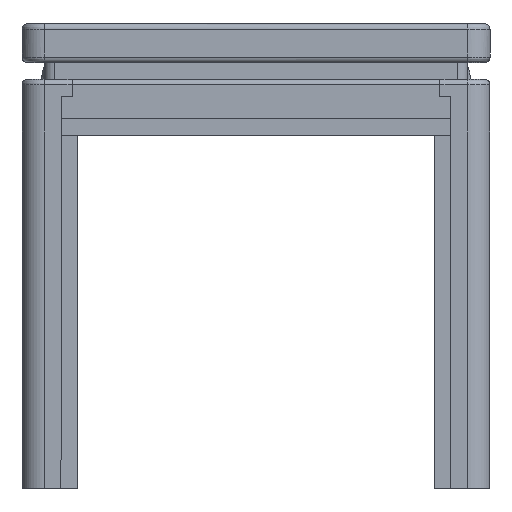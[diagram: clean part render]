
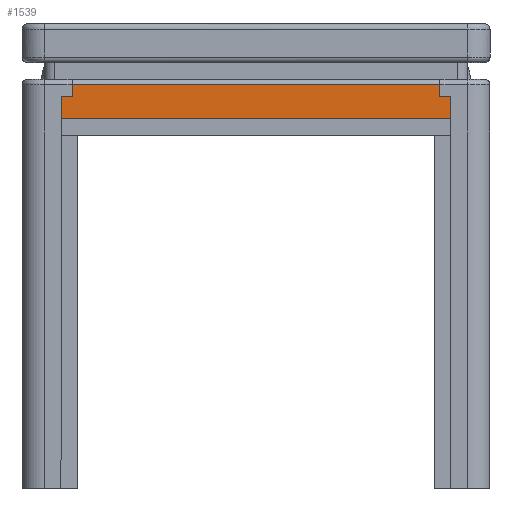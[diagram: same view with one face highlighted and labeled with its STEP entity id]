
A CAD part, left-side view. The second image highlights one B-rep face of the part: STEP entity #1539.
In plain terms, the highlighted planar face has unit normal (-1, 0, 0).
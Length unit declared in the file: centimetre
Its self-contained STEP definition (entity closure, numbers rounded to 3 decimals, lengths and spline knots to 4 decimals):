
#1539=ADVANCED_FACE('',(#2005),#7541,.T.);
#2005=FACE_OUTER_BOUND('',#2472,.T.);
#2472=EDGE_LOOP('',(#3910,#3911,#3912,#3913,#3914,#3915,#3916,#3917));
#3910=ORIENTED_EDGE('',*,*,#5254,.F.);
#3911=ORIENTED_EDGE('',*,*,#5255,.T.);
#3912=ORIENTED_EDGE('',*,*,#5256,.T.);
#3913=ORIENTED_EDGE('',*,*,#5257,.T.);
#3914=ORIENTED_EDGE('',*,*,#5258,.T.);
#3915=ORIENTED_EDGE('',*,*,#5259,.T.);
#3916=ORIENTED_EDGE('',*,*,#5260,.T.);
#3917=ORIENTED_EDGE('',*,*,#5261,.T.);
#5254=EDGE_CURVE('',#7000,#6997,#6190,.T.);
#5255=EDGE_CURVE('',#7000,#7001,#6191,.T.);
#5256=EDGE_CURVE('',#7001,#7002,#6192,.T.);
#5257=EDGE_CURVE('',#7002,#7003,#6193,.T.);
#5258=EDGE_CURVE('',#7003,#7004,#6194,.T.);
#5259=EDGE_CURVE('',#7004,#7005,#6195,.T.);
#5260=EDGE_CURVE('',#7005,#7006,#6196,.T.);
#5261=EDGE_CURVE('',#7006,#6997,#6197,.T.);
#6190=B_SPLINE_CURVE_WITH_KNOTS('',1,(#13710,#13711),.UNSPECIFIED.,.F.,
 .F.,(2,2),(-33.,0.),.UNSPECIFIED.);
#6191=B_SPLINE_CURVE_WITH_KNOTS('',1,(#13712,#13713),.UNSPECIFIED.,.F.,
 .F.,(2,2),(0.,1.),.UNSPECIFIED.);
#6192=B_SPLINE_CURVE_WITH_KNOTS('',1,(#13714,#13715),.UNSPECIFIED.,.F.,
 .F.,(2,2),(0.,1.),.UNSPECIFIED.);
#6193=B_SPLINE_CURVE_WITH_KNOTS('',1,(#13716,#13717),.UNSPECIFIED.,.F.,
 .F.,(2,2),(0.,2.),.UNSPECIFIED.);
#6194=B_SPLINE_CURVE_WITH_KNOTS('',1,(#13718,#13719),.UNSPECIFIED.,.F.,
 .F.,(2,2),(0.,35.),.UNSPECIFIED.);
#6195=B_SPLINE_CURVE_WITH_KNOTS('',1,(#13720,#13721),.UNSPECIFIED.,.F.,
 .F.,(2,2),(0.,2.),.UNSPECIFIED.);
#6196=B_SPLINE_CURVE_WITH_KNOTS('',1,(#13722,#13723),.UNSPECIFIED.,.F.,
 .F.,(2,2),(0.,1.),.UNSPECIFIED.);
#6197=B_SPLINE_CURVE_WITH_KNOTS('',1,(#13724,#13725),.UNSPECIFIED.,.F.,
 .F.,(2,2),(0.,1.),.UNSPECIFIED.);
#6997=VERTEX_POINT('',#13686);
#7000=VERTEX_POINT('',#13689);
#7001=VERTEX_POINT('',#13690);
#7002=VERTEX_POINT('',#13691);
#7003=VERTEX_POINT('',#13692);
#7004=VERTEX_POINT('',#13693);
#7005=VERTEX_POINT('',#13694);
#7006=VERTEX_POINT('',#13695);
#7541=PLANE('',#7992);
#7992=AXIS2_PLACEMENT_3D('',#13680,#8427,$);
#8427=DIRECTION('',(-1.,0.,0.));
#13680=CARTESIAN_POINT('',(-3.5,42.012,31.888));
#13686=CARTESIAN_POINT('',(-3.5,4.5,35.2));
#13689=CARTESIAN_POINT('',(-3.5,37.5,35.2));
#13690=CARTESIAN_POINT('',(-3.5,37.5,34.2));
#13691=CARTESIAN_POINT('',(-3.5,38.5,34.2));
#13692=CARTESIAN_POINT('',(-3.5,38.5,32.2));
#13693=CARTESIAN_POINT('',(-3.5,3.5,32.2));
#13694=CARTESIAN_POINT('',(-3.5,3.5,34.2));
#13695=CARTESIAN_POINT('',(-3.5,4.5,34.2));
#13710=CARTESIAN_POINT('',(-3.5,37.5,35.2));
#13711=CARTESIAN_POINT('',(-3.5,4.5,35.2));
#13712=CARTESIAN_POINT('',(-3.5,37.5,35.2));
#13713=CARTESIAN_POINT('',(-3.5,37.5,34.2));
#13714=CARTESIAN_POINT('',(-3.5,37.5,34.2));
#13715=CARTESIAN_POINT('',(-3.5,38.5,34.2));
#13716=CARTESIAN_POINT('',(-3.5,38.5,34.2));
#13717=CARTESIAN_POINT('',(-3.5,38.5,32.2));
#13718=CARTESIAN_POINT('',(-3.5,38.5,32.2));
#13719=CARTESIAN_POINT('',(-3.5,3.5,32.2));
#13720=CARTESIAN_POINT('',(-3.5,3.5,32.2));
#13721=CARTESIAN_POINT('',(-3.5,3.5,34.2));
#13722=CARTESIAN_POINT('',(-3.5,3.5,34.2));
#13723=CARTESIAN_POINT('',(-3.5,4.5,34.2));
#13724=CARTESIAN_POINT('',(-3.5,4.5,34.2));
#13725=CARTESIAN_POINT('',(-3.5,4.5,35.2));
